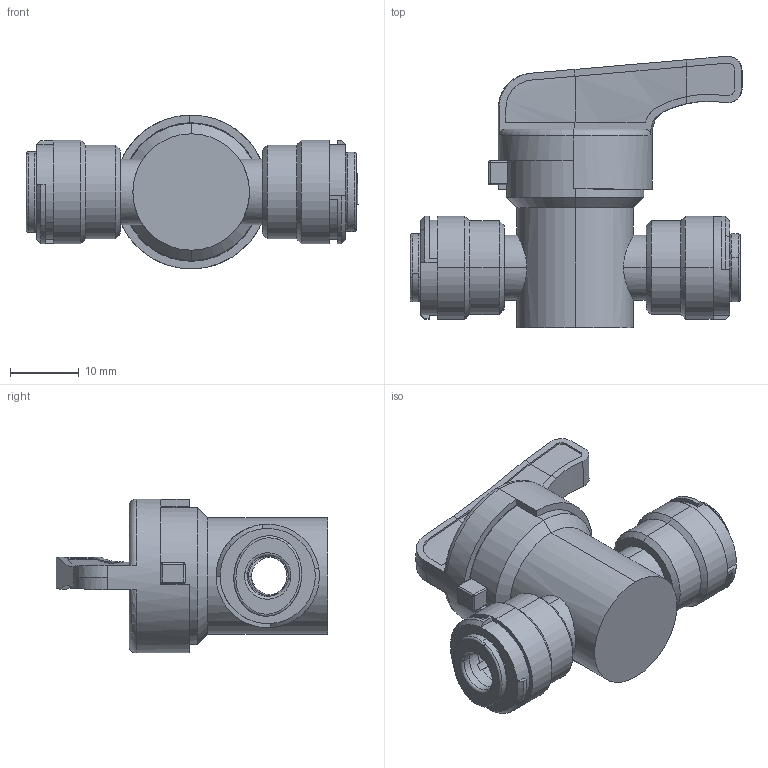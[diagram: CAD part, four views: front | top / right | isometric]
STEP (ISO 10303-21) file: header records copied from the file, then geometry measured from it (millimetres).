
FILE_DESCRIPTION (( 'STEP AP203' ), '1' );
FILE_NAME ('HUC 0606M ASSY 諼睡辨.STEP', '2016-11-11T07:34:05', ( '' ), ( '' ), 'SwSTEP 2.0', 'SolidWorks 2012', '' );
FILE_SCHEMA (( 'CONFIG_CONTROL_DESIGN' ));
Length unit declared in the file: millimetre
Products named in the file (7): HUC 0606M ASSY 諼睡辨; cap 06M; CLP 06M(諼睡辨); HFA 0404 SHAFT; HUC 0606M BODY; HUC 0606M CAP RING 04; HFA 0404 HAND
Assembly tree (8 placements, depth 2):
  HUC 0606M ASSY 諼睡辨
    HUC 0606M BODY
    HFA 0404 SHAFT
    HFA 0404 HAND
    HUC 0606M CAP RING 04
    cap 06M  x2
    CLP 06M(諼睡辨)  x2
Bounding box: 48.16 x 39.35 x 22.31 mm (x, y, z)
Volume: 9562.3 mm3; surface area: 12142 mm2
Topology: 8 solids, 8 shells, 689 faces, 1703 edges, 1018 vertices
Faces by surface type: cylinder 194, bspline 179, plane 138, torus 89, cone 85, sphere 4
Entity records: 17239 total; most frequent: CARTESIAN_POINT 6295, ORIENTED_EDGE 2226, DIRECTION 2043, EDGE_CURVE 1113, AXIS2_PLACEMENT_3D 864, VERTEX_POINT 681, EDGE_LOOP 500, CIRCLE 481
